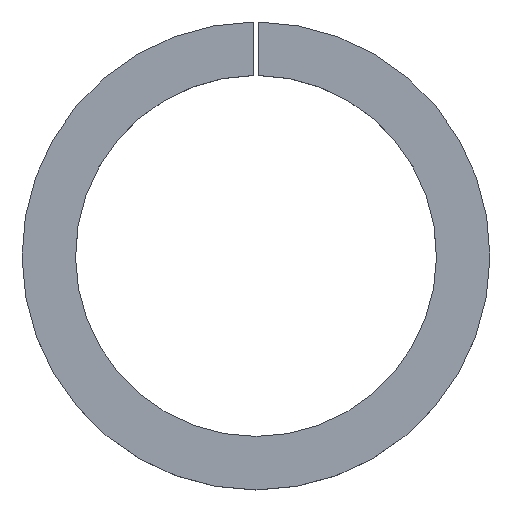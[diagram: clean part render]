
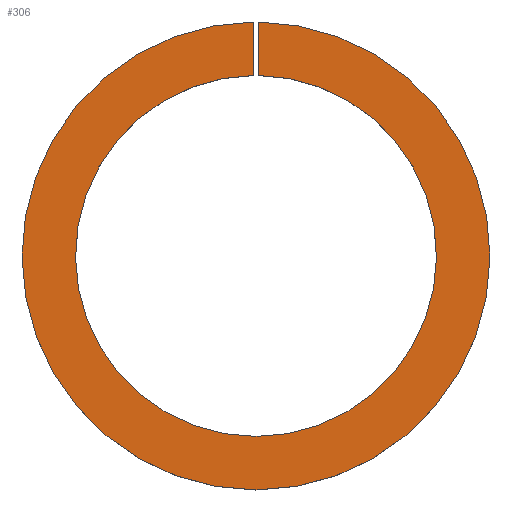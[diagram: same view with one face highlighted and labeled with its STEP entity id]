
A CAD part, top view. The second image highlights one B-rep face of the part: STEP entity #306.
In plain terms, the highlighted planar face has unit normal (0, 0, 1).
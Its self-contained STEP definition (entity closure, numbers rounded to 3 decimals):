
#149 = VECTOR ( 'NONE', #3310, 1000. ) ;
#306 = ADVANCED_FACE ( 'NONE', ( #7029 ), #7302, .F. ) ;
#471 = CARTESIAN_POINT ( 'NONE',  ( -0.5, 52.498, 6. ) ) ;
#695 = AXIS2_PLACEMENT_3D ( 'NONE', #2517, #1588, #7344 ) ;
#1197 = LINE ( 'NONE', #10710, #149 ) ;
#1588 = DIRECTION ( 'NONE',  ( 0., 0., -1. ) ) ;
#2021 = CARTESIAN_POINT ( 'NONE',  ( 0.5, 40.497, 6. ) ) ;
#2133 = LINE ( 'NONE', #7692, #5879 ) ;
#2333 = EDGE_LOOP ( 'NONE', ( #10332, #3435, #2822, #8817 ) ) ;
#2517 = CARTESIAN_POINT ( 'NONE',  ( 0., -40.5, 6. ) ) ;
#2641 = DIRECTION ( 'NONE',  ( 0., 0., -1. ) ) ;
#2822 = ORIENTED_EDGE ( 'NONE', *, *, #5291, .T. ) ;
#3023 = AXIS2_PLACEMENT_3D ( 'NONE', #10129, #2641, #6400 ) ;
#3310 = DIRECTION ( 'NONE',  ( 0., 1., 0. ) ) ;
#3435 = ORIENTED_EDGE ( 'NONE', *, *, #4109, .F. ) ;
#3980 = DIRECTION ( 'NONE',  ( -1., 0., 0. ) ) ;
#4109 = EDGE_CURVE ( 'NONE', #8200, #8765, #2133, .T. ) ;
#4214 = CARTESIAN_POINT ( 'NONE',  ( 0.5, 52.498, 6. ) ) ;
#4781 = CARTESIAN_POINT ( 'NONE',  ( 0., 0., 6. ) ) ;
#5291 = EDGE_CURVE ( 'NONE', #8200, #5368, #10450, .T. ) ;
#5368 = VERTEX_POINT ( 'NONE', #9704 ) ;
#5879 = VECTOR ( 'NONE', #5916, 1000. ) ;
#5916 = DIRECTION ( 'NONE',  ( 0., 1., 0. ) ) ;
#5932 = EDGE_CURVE ( 'NONE', #5368, #5964, #1197, .T. ) ;
#5964 = VERTEX_POINT ( 'NONE', #471 ) ;
#6283 = CIRCLE ( 'NONE', #3023, 52.5 ) ;
#6400 = DIRECTION ( 'NONE',  ( -1., 0., 0. ) ) ;
#6469 = EDGE_CURVE ( 'NONE', #8765, #5964, #6283, .T. ) ;
#7029 = FACE_OUTER_BOUND ( 'NONE', #2333, .T. ) ;
#7302 = PLANE ( 'NONE',  #695 ) ;
#7344 = DIRECTION ( 'NONE',  ( -1., 0., 0. ) ) ;
#7692 = CARTESIAN_POINT ( 'NONE',  ( 0.5, 0., 6. ) ) ;
#8200 = VERTEX_POINT ( 'NONE', #2021 ) ;
#8765 = VERTEX_POINT ( 'NONE', #4214 ) ;
#8817 = ORIENTED_EDGE ( 'NONE', *, *, #5932, .T. ) ;
#9704 = CARTESIAN_POINT ( 'NONE',  ( -0.5, 40.497, 6. ) ) ;
#10129 = CARTESIAN_POINT ( 'NONE',  ( 0., 0., 6. ) ) ;
#10260 = AXIS2_PLACEMENT_3D ( 'NONE', #4781, #11429, #3980 ) ;
#10332 = ORIENTED_EDGE ( 'NONE', *, *, #6469, .F. ) ;
#10450 = CIRCLE ( 'NONE', #10260, 40.5 ) ;
#10710 = CARTESIAN_POINT ( 'NONE',  ( -0.5, 0., 6. ) ) ;
#11429 = DIRECTION ( 'NONE',  ( 0., 0., -1. ) ) ;
